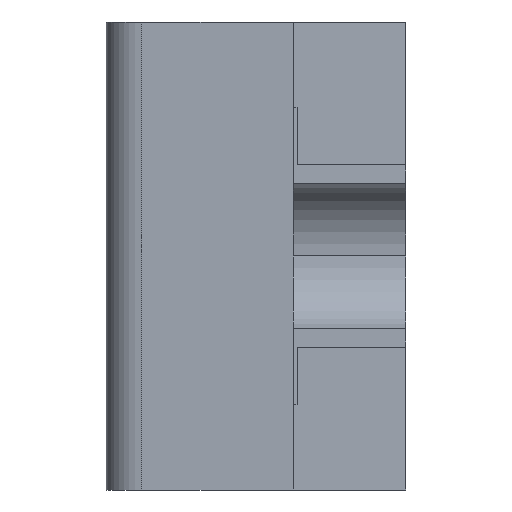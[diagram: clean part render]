
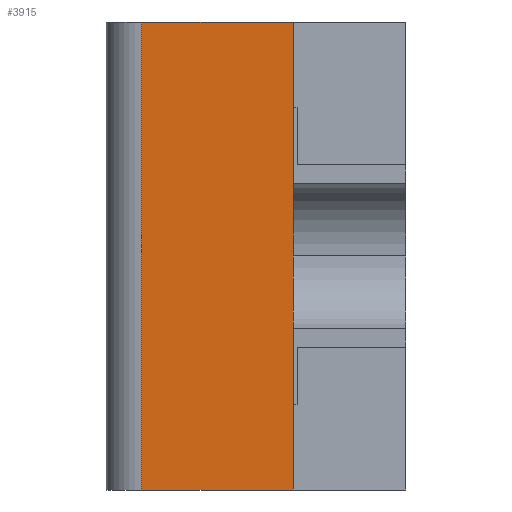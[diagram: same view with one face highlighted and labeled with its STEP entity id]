
A CAD part, left-side view. The second image highlights one B-rep face of the part: STEP entity #3915.
In plain terms, the highlighted planar face has unit normal (-0.999, 0.052, 0).
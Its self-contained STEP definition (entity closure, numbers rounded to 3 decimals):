
#444 = VERTEX_POINT ( 'NONE', #3942 ) ;
#571 = LINE ( 'NONE', #4305, #3966 ) ;
#739 = EDGE_CURVE ( 'NONE', #3803, #4116, #1052, .T. ) ;
#797 = ORIENTED_EDGE ( 'NONE', *, *, #1632, .T. ) ;
#884 = EDGE_LOOP ( 'NONE', ( #2108, #3969, #797, #1870, #4332, #2102 ) ) ;
#952 = PLANE ( 'NONE',  #1795 ) ;
#1048 = LINE ( 'NONE', #2006, #1445 ) ;
#1052 = LINE ( 'NONE', #2948, #3648 ) ;
#1065 = VERTEX_POINT ( 'NONE', #2909 ) ;
#1267 = EDGE_CURVE ( 'NONE', #444, #2352, #2670, .T. ) ;
#1331 = CARTESIAN_POINT ( 'NONE',  ( -0.65, 0.3, 0.625 ) ) ;
#1363 = LINE ( 'NONE', #4096, #4122 ) ;
#1445 = VECTOR ( 'NONE', #3635, 1000. ) ;
#1632 = EDGE_CURVE ( 'NONE', #444, #1065, #2995, .T. ) ;
#1640 = DIRECTION ( 'NONE',  ( 0.999, -0.052, 0. ) ) ;
#1795 = AXIS2_PLACEMENT_3D ( 'NONE', #1331, #1640, #2715 ) ;
#1870 = ORIENTED_EDGE ( 'NONE', *, *, #4021, .F. ) ;
#1876 = VECTOR ( 'NONE', #3990, 1000. ) ;
#1907 = DIRECTION ( 'NONE',  ( -0.052, -0.999, 0. ) ) ;
#1978 = VERTEX_POINT ( 'NONE', #2483 ) ;
#2006 = CARTESIAN_POINT ( 'NONE',  ( -0.65, 0.3, 0.625 ) ) ;
#2102 = ORIENTED_EDGE ( 'NONE', *, *, #739, .T. ) ;
#2108 = ORIENTED_EDGE ( 'NONE', *, *, #2263, .T. ) ;
#2263 = EDGE_CURVE ( 'NONE', #4116, #2352, #1363, .T. ) ;
#2352 = VERTEX_POINT ( 'NONE', #3552 ) ;
#2483 = CARTESIAN_POINT ( 'NONE',  ( -0.65, 0.3, 0.625 ) ) ;
#2491 = CARTESIAN_POINT ( 'NONE',  ( -0.629, 0.705, -0.625 ) ) ;
#2538 = FACE_OUTER_BOUND ( 'NONE', #884, .T. ) ;
#2540 = DIRECTION ( 'NONE',  ( -0.052, -0.999, 0. ) ) ;
#2596 = CARTESIAN_POINT ( 'NONE',  ( -0.65, 0.3, 0.625 ) ) ;
#2625 = VECTOR ( 'NONE', #4271, 1000. ) ;
#2670 = LINE ( 'NONE', #3676, #1876 ) ;
#2715 = DIRECTION ( 'NONE',  ( 0.052, 0.999, 0. ) ) ;
#2909 = CARTESIAN_POINT ( 'NONE',  ( -0.65, 0.3, 0.2 ) ) ;
#2948 = CARTESIAN_POINT ( 'NONE',  ( -0.629, 0.705, 0.625 ) ) ;
#2995 = LINE ( 'NONE', #2596, #2625 ) ;
#3052 = DIRECTION ( 'NONE',  ( 0., 0., -1. ) ) ;
#3453 = EDGE_CURVE ( 'NONE', #3803, #1978, #571, .T. ) ;
#3552 = CARTESIAN_POINT ( 'NONE',  ( -0.65, 0.3, -0.625 ) ) ;
#3589 = CARTESIAN_POINT ( 'NONE',  ( -0.629, 0.705, 0.625 ) ) ;
#3635 = DIRECTION ( 'NONE',  ( 0., 0., -1. ) ) ;
#3648 = VECTOR ( 'NONE', #3052, 1000. ) ;
#3676 = CARTESIAN_POINT ( 'NONE',  ( -0.65, 0.3, 0.625 ) ) ;
#3803 = VERTEX_POINT ( 'NONE', #3589 ) ;
#3915 = ADVANCED_FACE ( 'NONE', ( #2538 ), #952, .F. ) ;
#3942 = CARTESIAN_POINT ( 'NONE',  ( -0.65, 0.3, -0.2 ) ) ;
#3966 = VECTOR ( 'NONE', #1907, 1000. ) ;
#3969 = ORIENTED_EDGE ( 'NONE', *, *, #1267, .F. ) ;
#3990 = DIRECTION ( 'NONE',  ( 0., 0., -1. ) ) ;
#4021 = EDGE_CURVE ( 'NONE', #1978, #1065, #1048, .T. ) ;
#4096 = CARTESIAN_POINT ( 'NONE',  ( -0.65, 0.3, -0.625 ) ) ;
#4116 = VERTEX_POINT ( 'NONE', #2491 ) ;
#4122 = VECTOR ( 'NONE', #2540, 1000. ) ;
#4271 = DIRECTION ( 'NONE',  ( 0., 0., 1. ) ) ;
#4305 = CARTESIAN_POINT ( 'NONE',  ( -0.65, 0.3, 0.625 ) ) ;
#4332 = ORIENTED_EDGE ( 'NONE', *, *, #3453, .F. ) ;
